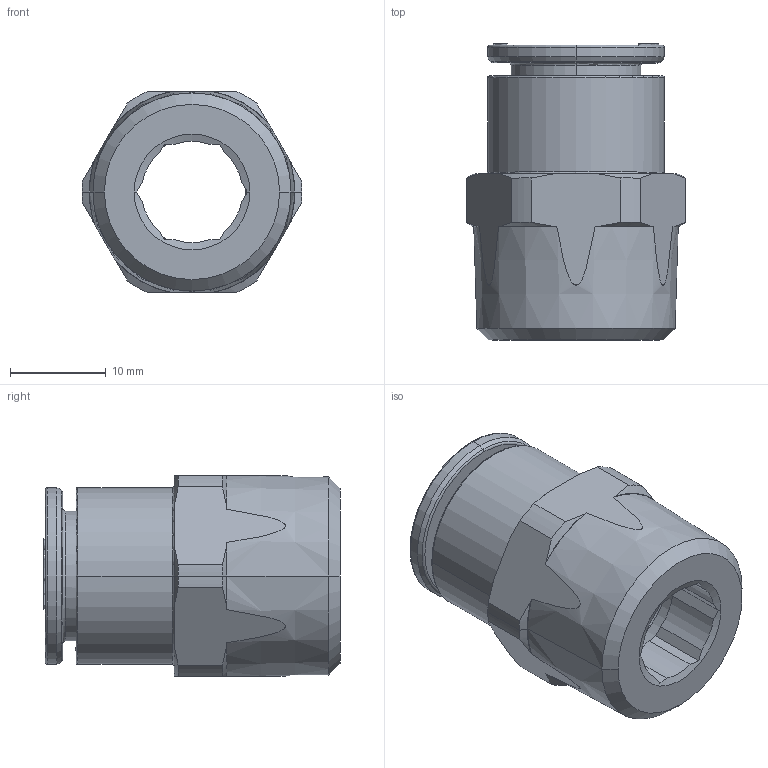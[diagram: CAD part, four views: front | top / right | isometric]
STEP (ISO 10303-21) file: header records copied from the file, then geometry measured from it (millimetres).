
FILE_DESCRIPTION(('STEP AP214'),'1');
FILE_NAME('6805_12_21.stp','2016-07-07T14:41:26',('TraceParts'),('TraceParts S.A.'),'Spatial InterOp 3D',' ',' ');
FILE_SCHEMA(('automotive_design'));
Length unit declared in the file: millimetre
Products named in the file (6): 6805 12 21|44112-18_ASM_970#44112-18_ASM|44112-20_ASM_968#44112-20_ASM|44112-31_965#44112-31;Solide1; 6805 12 21|44112-18_ASM_970#44112-18_ASM|44112-20_ASM_968#44112-20_ASM|44112-30_966#44112-30;Solide1; 6805 12 21|44112-18_ASM_970#44112-18_ASM|44112-20_ASM_968#44112-20_ASM|44112_967#44112;Solide1; 6805 12 21|44112-18_ASM_970#44112-18_ASM|44112-40_969#44112-40;Solide1; 6805 12 21|44712-12_964#44712-12;Solide1; 6805 12 21|44112-11-10-ASM_971#44112-11-10-ASM;Solide1
Bounding box: 23 x 30.95 x 21 mm (x, y, z)
Volume: 5919.7 mm3; surface area: 6806 mm2
Topology: 6 solids, 6 shells, 660 faces, 1689 edges, 1058 vertices
Faces by surface type: plane 246, cylinder 115, cone 112, bspline 92, torus 91, sphere 4
Entity records: 30795 total; most frequent: CARTESIAN_POINT 9469, ORIENTED_EDGE 3374, DIRECTION 3332, EDGE_CURVE 1687, AXIS2_PLACEMENT_3D 1227, VERTEX_POINT 1058, LINE 878, VECTOR 878
